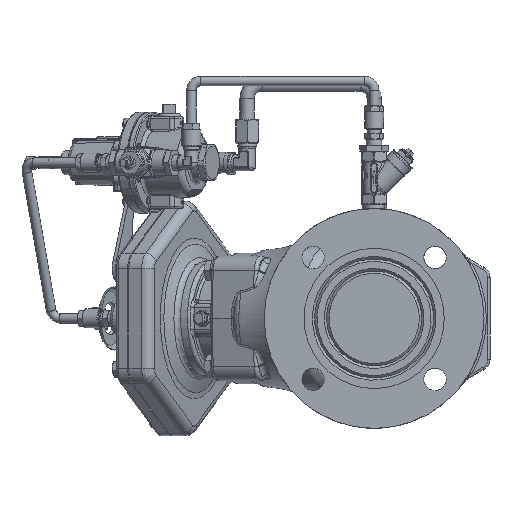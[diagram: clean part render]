
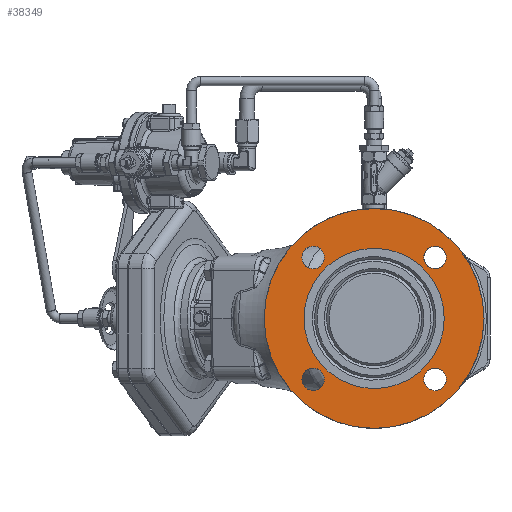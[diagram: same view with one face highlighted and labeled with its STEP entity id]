
A CAD part, left-side view. The second image highlights one B-rep face of the part: STEP entity #38349.
In plain terms, the highlighted planar face has unit normal (-1, 0, 0).
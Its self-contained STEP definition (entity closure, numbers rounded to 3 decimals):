
#1127=FACE_BOUND('',#12916,.T.);
#1128=FACE_BOUND('',#12917,.T.);
#1129=FACE_BOUND('',#12918,.T.);
#1130=FACE_BOUND('',#12919,.T.);
#1131=FACE_BOUND('',#12920,.T.);
#6107=PLANE('',#41798);
#7930=CIRCLE('',#41775,9.5);
#7931=CIRCLE('',#41777,9.5);
#7932=CIRCLE('',#41779,9.5);
#7933=CIRCLE('',#41781,9.5);
#7938=CIRCLE('',#41788,92.5);
#7946=CIRCLE('',#41799,59.);
#10353=FACE_OUTER_BOUND('',#12915,.T.);
#12915=EDGE_LOOP('',(#30860));
#12916=EDGE_LOOP('',(#30861));
#12917=EDGE_LOOP('',(#30862));
#12918=EDGE_LOOP('',(#30863));
#12919=EDGE_LOOP('',(#30864));
#12920=EDGE_LOOP('',(#30865));
#17410=VERTEX_POINT('',#95771);
#17411=VERTEX_POINT('',#95775);
#17412=VERTEX_POINT('',#95779);
#17413=VERTEX_POINT('',#95783);
#17423=VERTEX_POINT('',#95860);
#17433=VERTEX_POINT('',#95910);
#22193=EDGE_CURVE('',#17410,#17410,#7930,.T.);
#22195=EDGE_CURVE('',#17411,#17411,#7931,.T.);
#22197=EDGE_CURVE('',#17412,#17412,#7932,.T.);
#22199=EDGE_CURVE('',#17413,#17413,#7933,.T.);
#22213=EDGE_CURVE('',#17423,#17423,#7938,.T.);
#22226=EDGE_CURVE('',#17433,#17433,#7946,.T.);
#30860=ORIENTED_EDGE('',*,*,#22213,.F.);
#30861=ORIENTED_EDGE('',*,*,#22199,.T.);
#30862=ORIENTED_EDGE('',*,*,#22197,.T.);
#30863=ORIENTED_EDGE('',*,*,#22195,.T.);
#30864=ORIENTED_EDGE('',*,*,#22193,.T.);
#30865=ORIENTED_EDGE('',*,*,#22226,.T.);
#38349=ADVANCED_FACE('',(#10353,#1127,#1128,#1129,#1130,#1131),#6107,.T.);
#41775=AXIS2_PLACEMENT_3D('',#95773,#49055,#49056);
#41777=AXIS2_PLACEMENT_3D('',#95777,#49060,#49061);
#41779=AXIS2_PLACEMENT_3D('',#95781,#49065,#49066);
#41781=AXIS2_PLACEMENT_3D('',#95785,#49070,#49071);
#41788=AXIS2_PLACEMENT_3D('',#95862,#49088,#49089);
#41798=AXIS2_PLACEMENT_3D('',#95909,#49112,#49113);
#41799=AXIS2_PLACEMENT_3D('',#95911,#49114,#49115);
#49055=DIRECTION('center_axis',(1.,0.,0.));
#49056=DIRECTION('ref_axis',(0.,0.,
-1.));
#49060=DIRECTION('center_axis',(1.,0.,0.));
#49061=DIRECTION('ref_axis',(0.,1.,0.));
#49065=DIRECTION('center_axis',(1.,0.,0.));
#49066=DIRECTION('ref_axis',(0.,0.,1.));
#49070=DIRECTION('center_axis',(1.,0.,0.));
#49071=DIRECTION('ref_axis',(0.,-1.,0.));
#49088=DIRECTION('center_axis',(1.,0.,0.));
#49089=DIRECTION('ref_axis',(0.,1.,0.));
#49112=DIRECTION('center_axis',(-1.,0.,0.));
#49113=DIRECTION('ref_axis',(0.,0.,
1.));
#49114=DIRECTION('center_axis',(1.,0.,0.));
#49115=DIRECTION('ref_axis',(0.,-1.,0.));
#95771=CARTESIAN_POINT('',(-44.,51.265,60.765));
#95773=CARTESIAN_POINT('Origin',(-44.,51.265,51.265));
#95775=CARTESIAN_POINT('',(-44.,-60.765,51.265));
#95777=CARTESIAN_POINT('Origin',(-44.,-51.265,51.265));
#95779=CARTESIAN_POINT('',(-44.,-51.265,-60.765));
#95781=CARTESIAN_POINT('Origin',(-44.,-51.265,-51.265));
#95783=CARTESIAN_POINT('',(-44.,60.765,-51.265));
#95785=CARTESIAN_POINT('Origin',(-44.,51.265,-51.265));
#95860=CARTESIAN_POINT('',(-44.,92.5,0.));
#95862=CARTESIAN_POINT('Origin',(-44.,0.,0.));
#95909=CARTESIAN_POINT('Origin',(-44.,-92.51,0.));
#95910=CARTESIAN_POINT('',(-44.,59.,0.));
#95911=CARTESIAN_POINT('Origin',(-44.,0.,0.));
